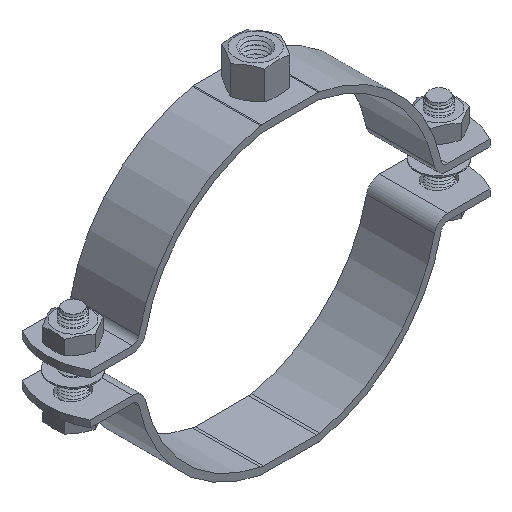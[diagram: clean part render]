
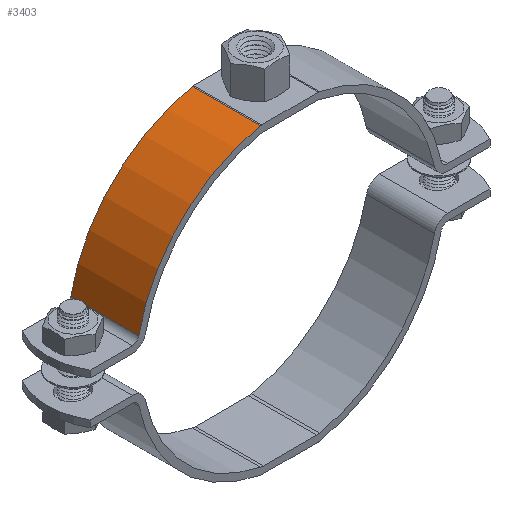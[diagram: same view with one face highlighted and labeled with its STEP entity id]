
A CAD part, isometric view. The second image highlights one B-rep face of the part: STEP entity #3403.
In plain terms, the highlighted cylindrical face has radius 68 mm (diameter 136 mm), a partial arc.
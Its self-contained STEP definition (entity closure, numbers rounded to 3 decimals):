
#117=CYLINDRICAL_SURFACE($,#3906,68.);
#221=LINE($,#5999,#343);
#239=LINE($,#6071,#361);
#343=VECTOR($,#4913,30.);
#361=VECTOR($,#4999,30.);
#885=FACE_OUTER_BOUND($,#1299,.T.);
#1299=EDGE_LOOP($,(#3019,#3020,#3021,#3022));
#1500=CIRCLE($,#3856,68.);
#1526=CIRCLE($,#3892,68.);
#1805=VERTEX_POINT($,#5957);
#1806=VERTEX_POINT($,#5959);
#1823=VERTEX_POINT($,#5997);
#1843=VERTEX_POINT($,#6053);
#2179=EDGE_CURVE($,#1806,#1805,#1500,.T.);
#2199=EDGE_CURVE($,#1823,#1805,#221,.T.);
#2227=EDGE_CURVE($,#1823,#1843,#1526,.T.);
#2235=EDGE_CURVE($,#1806,#1843,#239,.T.);
#3019=ORIENTED_EDGE($,*,*,#2199,.F.);
#3020=ORIENTED_EDGE($,*,*,#2227,.T.);
#3021=ORIENTED_EDGE($,*,*,#2235,.F.);
#3022=ORIENTED_EDGE($,*,*,#2179,.T.);
#3403=ADVANCED_FACE($,(#885),#117,.T.);
#3856=AXIS2_PLACEMENT_3D($,#5960,#4878,#4879);
#3892=AXIS2_PLACEMENT_3D($,#6055,#4972,#4973);
#3906=AXIS2_PLACEMENT_3D($,#6076,#5007,#5008);
#4878=DIRECTION('center_axis',(0.,1.,0.));
#4879=DIRECTION('ref_axis',(1.,0.,0.));
#4913=DIRECTION($,(0.,-1.,0.));
#4972=DIRECTION('center_axis',(0.,-1.,0.));
#4973=DIRECTION('ref_axis',(1.,0.,0.));
#4999=DIRECTION($,(0.,1.,0.));
#5007=DIRECTION('center_axis',(0.,-1.,0.));
#5008=DIRECTION('ref_axis',(1.,0.,0.));
#5957=CARTESIAN_POINT('',(29.044,196.45,29.345));
#5959=CARTESIAN_POINT('',(-24.615,196.45,-23.992));
#5960=CARTESIAN_POINT('Origin',(42.05,196.45,-37.4));
#5997=CARTESIAN_POINT('',(29.044,226.45,29.345));
#5999=CARTESIAN_POINT($,(29.044,226.45,29.345));
#6053=CARTESIAN_POINT('',(-24.615,226.45,-23.992));
#6055=CARTESIAN_POINT('Origin',(42.05,226.45,-37.4));
#6071=CARTESIAN_POINT($,(-24.615,226.45,-23.992));
#6076=CARTESIAN_POINT('Origin',(42.05,226.45,-37.4));
